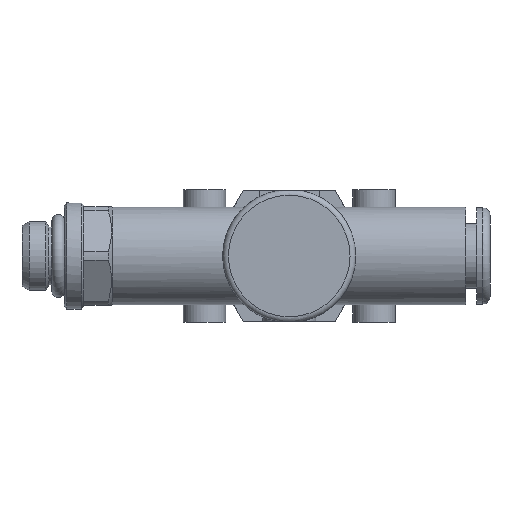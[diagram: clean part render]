
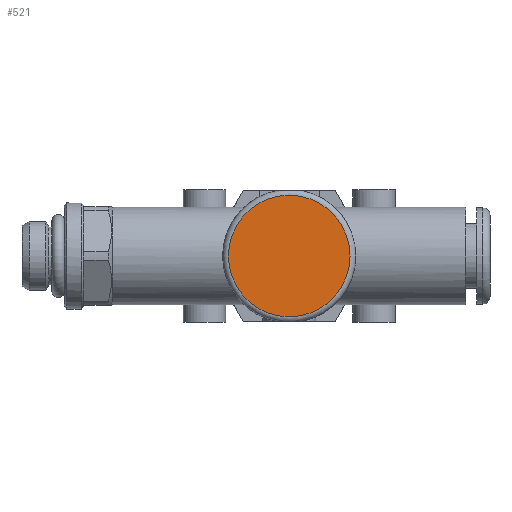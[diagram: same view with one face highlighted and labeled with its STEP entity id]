
A CAD part, front view. The second image highlights one B-rep face of the part: STEP entity #521.
In plain terms, the highlighted planar face has unit normal (0, -1, 0).
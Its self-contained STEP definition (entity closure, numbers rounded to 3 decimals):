
#521 = ADVANCED_FACE( '', ( #1105 ), #1106, .F. );
#1105 = FACE_OUTER_BOUND( '', #1770, .T. );
#1106 = PLANE( '', #1771 );
#1770 = EDGE_LOOP( '', ( #2978 ) );
#1771 = AXIS2_PLACEMENT_3D( '', #2979, #2980, #2981 );
#2978 = ORIENTED_EDGE( '', *, *, #3855, .T. );
#2979 = CARTESIAN_POINT( '', ( 8.6, -9.1, 0. ) );
#2980 = DIRECTION( '', ( 0., 1., 0. ) );
#2981 = DIRECTION( '', ( 0., 0., 1. ) );
#3855 = EDGE_CURVE( '', #4610, #4610, #4611, .T. );
#4610 = VERTEX_POINT( '', #6025 );
#4611 = CIRCLE( '', #6026, 8.6 );
#6025 = CARTESIAN_POINT( '', ( 0., -9.1, -8.6 ) );
#6026 = AXIS2_PLACEMENT_3D( '', #7151, #7152, #7153 );
#7151 = CARTESIAN_POINT( '', ( 0., -9.1, 0. ) );
#7152 = DIRECTION( '', ( 0., -1., 0. ) );
#7153 = DIRECTION( '', ( 0., 0., -1. ) );
